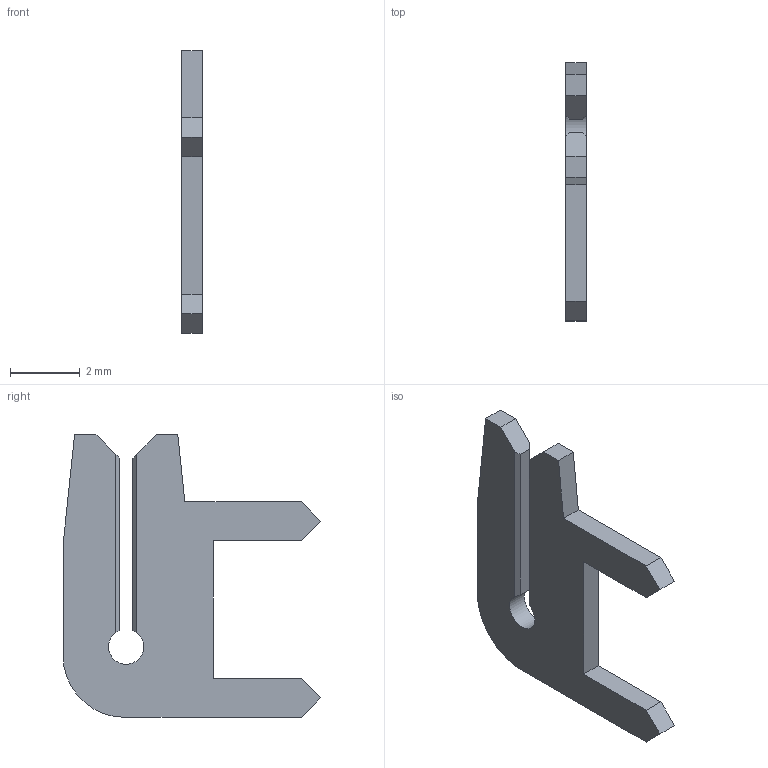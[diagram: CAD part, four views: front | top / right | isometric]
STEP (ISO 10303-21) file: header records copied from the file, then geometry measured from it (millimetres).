
FILE_DESCRIPTION (( 'STEP AP203' ), '1' );
FILE_NAME ('100-290-210.STEP', '2020-04-07T15:16:22', ( '' ), ( '' ), 'SwSTEP 2.0', 'SolidWorks 2016', '' );
FILE_SCHEMA (( 'CONFIG_CONTROL_DESIGN' ));
Length unit declared in the file: millimetre
Products named in the file (2): 100-290-210; 100-290-001_100-290-210
Assembly tree (1 placements, depth 2):
  100-290-210
    100-290-001_100-290-210
Bounding box: 0.6 x 7.42 x 8.13 mm (x, y, z)
Volume: 20.9 mm3; surface area: 97.2 mm2
Topology: 1 solids, 1 shells, 26 faces, 72 edges, 48 vertices
Faces by surface type: plane 24, cylinder 2
Entity records: 1016 total; most frequent: CARTESIAN_POINT 162, ORIENTED_EDGE 144, DIRECTION 132, EDGE_CURVE 72, LINE 64, VECTOR 64, VERTEX_POINT 48, AXIS2_PLACEMENT_3D 34
